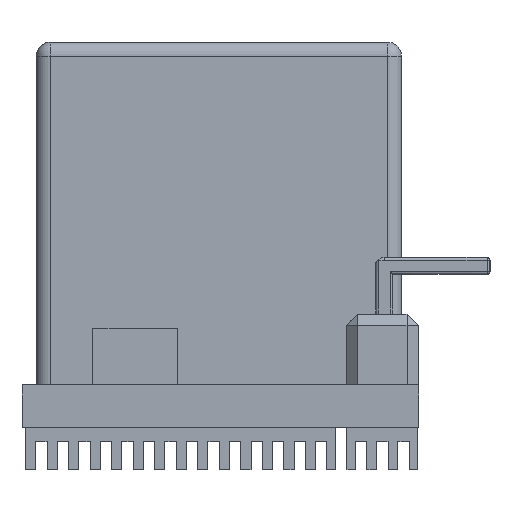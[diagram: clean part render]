
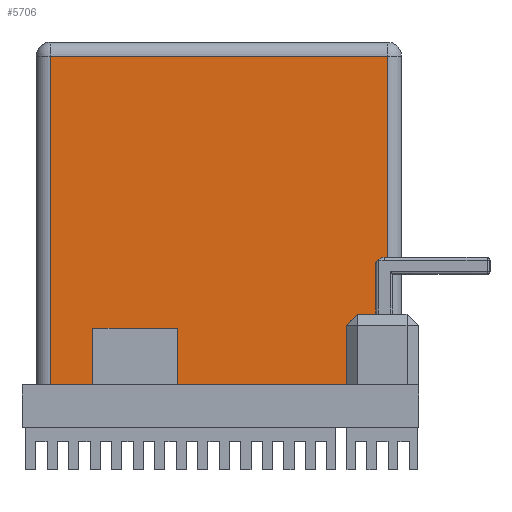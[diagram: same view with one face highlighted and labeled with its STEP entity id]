
A CAD part, left-side view. The second image highlights one B-rep face of the part: STEP entity #5706.
In plain terms, the highlighted planar face has unit normal (-1, 0, 0).
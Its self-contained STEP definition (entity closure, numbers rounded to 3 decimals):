
#232=PLANE('',#6115);
#483=FACE_OUTER_BOUND('',#807,.T.);
#807=EDGE_LOOP('',(#4624,#4625,#4626,#4627));
#1471=LINE('',#8978,#2099);
#1528=LINE('',#9098,#2156);
#1538=LINE('',#9125,#2166);
#1539=LINE('',#9127,#2167);
#2099=VECTOR('',#7179,10.);
#2156=VECTOR('',#7294,10.);
#2166=VECTOR('',#7324,10.);
#2167=VECTOR('',#7327,10.);
#2665=VERTEX_POINT('',#8950);
#2671=VERTEX_POINT('',#8974);
#2705=VERTEX_POINT('',#9097);
#2712=VERTEX_POINT('',#9123);
#3310=EDGE_CURVE('',#2671,#2665,#1471,.T.);
#3368=EDGE_CURVE('',#2665,#2705,#1528,.T.);
#3382=EDGE_CURVE('',#2712,#2671,#1538,.T.);
#3383=EDGE_CURVE('',#2705,#2712,#1539,.T.);
#4624=ORIENTED_EDGE('',*,*,#3310,.F.);
#4625=ORIENTED_EDGE('',*,*,#3382,.F.);
#4626=ORIENTED_EDGE('',*,*,#3383,.F.);
#4627=ORIENTED_EDGE('',*,*,#3368,.F.);
#5706=ADVANCED_FACE('',(#483),#232,.T.);
#6115=AXIS2_PLACEMENT_3D('',#9126,#7325,#7326);
#7179=DIRECTION('',(0.,-1.,0.));
#7294=DIRECTION('',(0.,0.,-1.));
#7324=DIRECTION('',(0.,0.,1.));
#7325=DIRECTION('center_axis',(-1.,0.,0.));
#7326=DIRECTION('ref_axis',(0.,-1.,0.));
#7327=DIRECTION('',(0.,1.,0.));
#8950=CARTESIAN_POINT('',(-7.35,-5.9,13.1));
#8974=CARTESIAN_POINT('',(-7.35,6.,13.1));
#8978=CARTESIAN_POINT('',(-7.35,3.275,13.1));
#9097=CARTESIAN_POINT('',(-7.35,-5.9,1.5));
#9098=CARTESIAN_POINT('',(-7.35,-5.9,1.5));
#9123=CARTESIAN_POINT('',(-7.35,6.,1.5));
#9125=CARTESIAN_POINT('',(-7.35,6.,1.5));
#9126=CARTESIAN_POINT('Origin',(-7.35,6.5,1.5));
#9127=CARTESIAN_POINT('',(-7.35,3.25,1.5));
